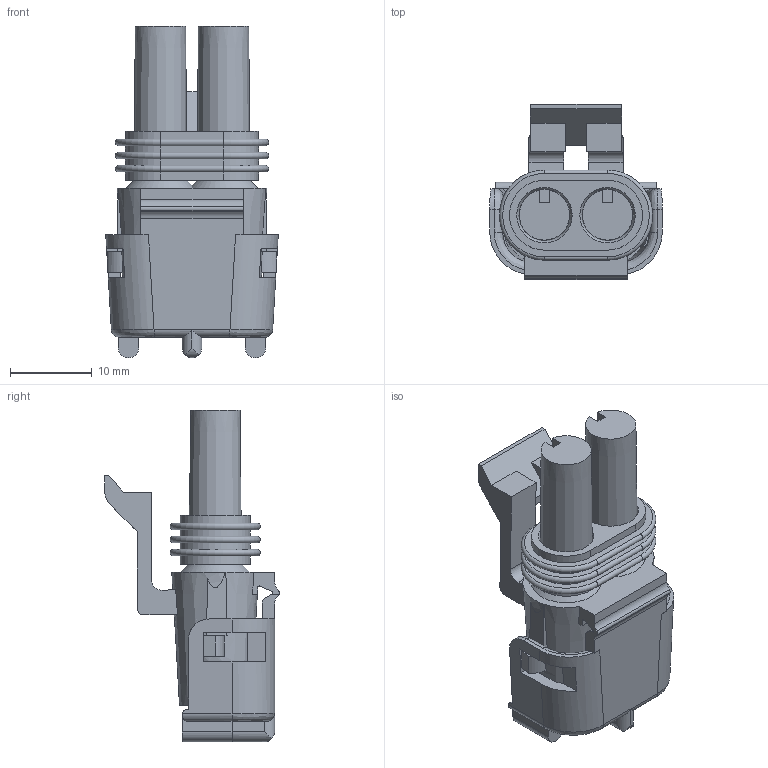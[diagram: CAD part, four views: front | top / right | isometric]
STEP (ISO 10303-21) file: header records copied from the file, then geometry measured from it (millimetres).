
FILE_DESCRIPTION(/* description */ (''),/* implementation_level */ '2;1');
FILE_NAME(/* name */ '12103584-ENV11_03-CONN.stp',/* time_stamp */ '2023-06-21T10:07:11+08:00',/* author */ (''),/* organization */ (''),/* preprocessor_version */ 'ST-DEVELOPER v16',/* originating_system */ 'SIEMENS PLM Software NX 11.0',/* authorisation */ '');
FILE_SCHEMA (('AUTOMOTIVE_DESIGN { 1 0 10303 214 3 1 1 1 }'));
Length unit declared in the file: millimetre
Products named in the file (1): 12103584-ENV11_03-CONN
Bounding box: 21.05 x 21.34 x 40.49 mm (x, y, z)
Volume: 5574.5 mm3; surface area: 4859.7 mm2
Topology: 3 solids, 3 shells, 202 faces, 569 edges, 375 vertices
Faces by surface type: plane 120, cylinder 60, cone 10, bspline 6, torus 6
Full cylindrical faces by diameter (mm): 5.85 x2
Entity records: 6799 total; most frequent: CARTESIAN_POINT 1553, ORIENTED_EDGE 1100, DIRECTION 1081, EDGE_CURVE 550, AXIS2_PLACEMENT_3D 374, VERTEX_POINT 366, LINE 333, VECTOR 333
